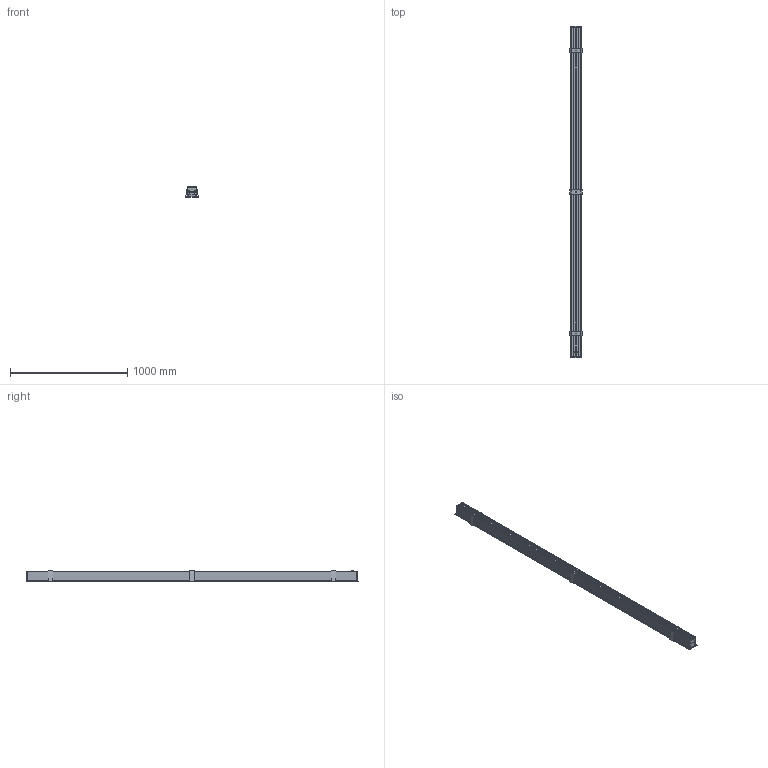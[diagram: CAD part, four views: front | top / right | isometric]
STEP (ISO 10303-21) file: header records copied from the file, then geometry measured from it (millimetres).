
FILE_DESCRIPTION(/* description */ ('This is a sample STEP configuration'),/* implementation_level */ '2;1');
FILE_NAME(/* name */ '728-302073xxxxxx SIMPLE.ipt_Rev_00.3.stp',/* time_stamp */ '2023-04-06T08:30:25+02:00',/* author */ ('powerJobs'),/* organization */ ('coolOrange'),/* preprocessor_version */ 'ST-DEVELOPER v19.2',/* originating_system */ 'Autodesk Inventor 2023',/* authorisation */ '');
FILE_SCHEMA (('AUTOMOTIVE_DESIGN { 1 0 10303 214 3 1 1 }'));
Length unit declared in the file: millimetre
Products named in the file (1): ENG000020648
Bounding box: 110.65 x 2831.5 x 90 mm (x, y, z)
Volume: 3481022.9 mm3; surface area: 3717500 mm2
Topology: 11 solids, 11 shells, 1230 faces, 3580 edges, 2355 vertices
Faces by surface type: plane 672, cylinder 535, cone 23
Full cylindrical faces by diameter (mm): 2.7 x4, 2.8 x8, 3.2 x10, 4.134 x3, 5.2 x3, 6 x3, 12.7 x1, 15.6 x1, 16 x1, 18.4 x1
Entity records: 44422 total; most frequent: CARTESIAN_POINT 11479, ORIENTED_EDGE 7160, DIRECTION 6745, EDGE_CURVE 3580, VERTEX_POINT 2355, AXIS2_PLACEMENT_3D 2289, LINE 2167, VECTOR 2167
